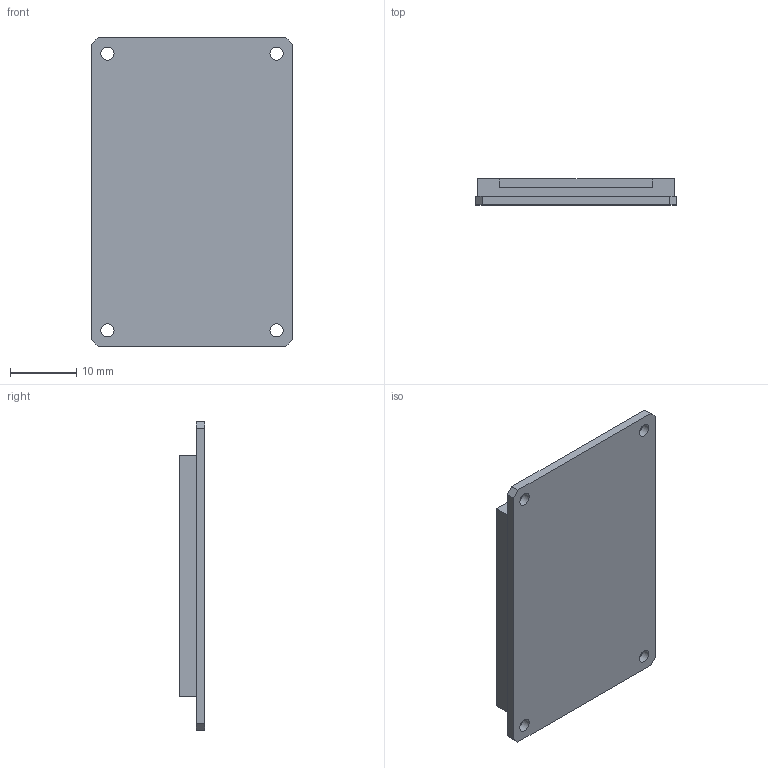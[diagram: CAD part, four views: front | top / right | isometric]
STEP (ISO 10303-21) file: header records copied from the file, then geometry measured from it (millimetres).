
FILE_DESCRIPTION(/* description */ (''),/* implementation_level */ '2;1');
FILE_NAME(/* name */ 'ili7735 v6.step',/* time_stamp */ '2019-04-21T22:35:31+01:00',/* author */ (''),/* organization */ (''),/* preprocessor_version */ 'ST-DEVELOPER v18',/* originating_system */ 'Autodesk Translation Framework v8.2.0.1029',/* authorisation */ '');
FILE_SCHEMA (('AUTOMOTIVE_DESIGN { 1 0 10303 214 3 1 1 }'));
Length unit declared in the file: millimetre
Products named in the file (1): ili7735
Bounding box: 30.36 x 3.9 x 46.61 mm (x, y, z)
Volume: 4391.5 mm3; surface area: 7435.9 mm2
Topology: 3 solids, 3 shells, 34 faces, 84 edges, 56 vertices
Faces by surface type: plane 30, cylinder 4
Full cylindrical faces by diameter (mm): 2 x4
Entity records: 1065 total; most frequent: CARTESIAN_POINT 175, ORIENTED_EDGE 168, DIRECTION 162, EDGE_CURVE 84, LINE 76, VECTOR 76, VERTEX_POINT 56, AXIS2_PLACEMENT_3D 43
